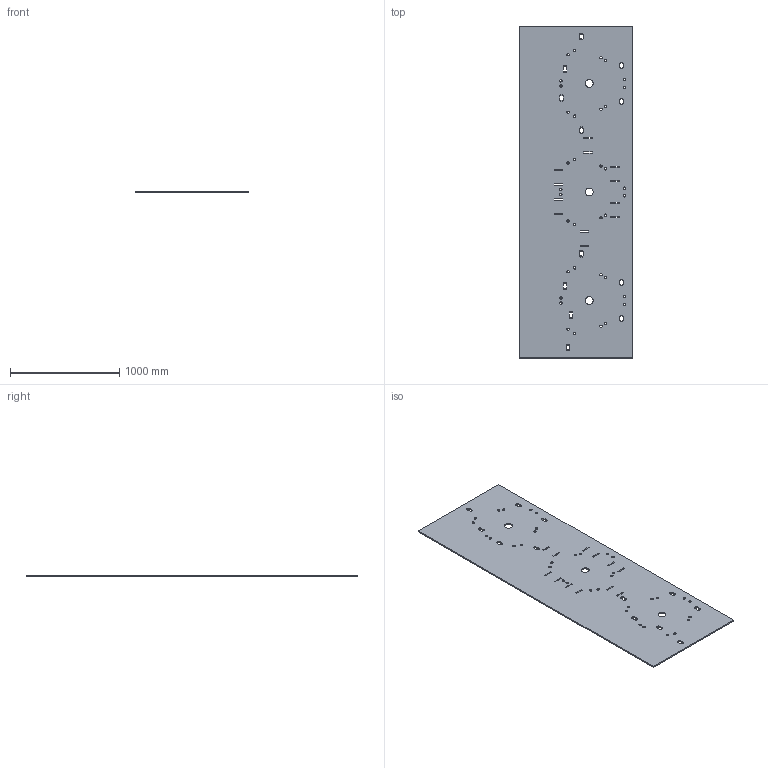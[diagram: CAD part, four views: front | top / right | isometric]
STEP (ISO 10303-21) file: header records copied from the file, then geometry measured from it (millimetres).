
FILE_DESCRIPTION(/* description */ ('Base Moteur'),/* implementation_level */ '2;1');
FILE_NAME(/* name */ '24 E6R MUL 100 Base Moteur.stp',/* time_stamp */ '2024-08-23T11:01:56+02:00',/* author */ ('Pierre'),/* organization */ (''),/* preprocessor_version */ 'ST-DEVELOPER v19.2',/* originating_system */ 'Autodesk Inventor 2023',/* authorisation */ '');
FILE_SCHEMA (('AUTOMOTIVE_DESIGN { 1 0 10303 214 3 1 1 }'));
Length unit declared in the file: millimetre
Products named in the file (1): 24 E6R MUL 100 
Bounding box: 1040 x 3040 x 12 mm (x, y, z)
Volume: 37265109.5 mm3; surface area: 6406204.2 mm2
Topology: 1 solids, 1 shells, 189 faces, 561 edges, 374 vertices
Faces by surface type: plane 102, cylinder 87
Full cylindrical faces by diameter (mm): 6.647 x48, 22 x36, 72.5 x3
Entity records: 6856 total; most frequent: CARTESIAN_POINT 1125, ORIENTED_EDGE 1122, DIRECTION 1115, EDGE_CURVE 561, EDGE_LOOP 411, LINE 387, VECTOR 387, VERTEX_POINT 374
